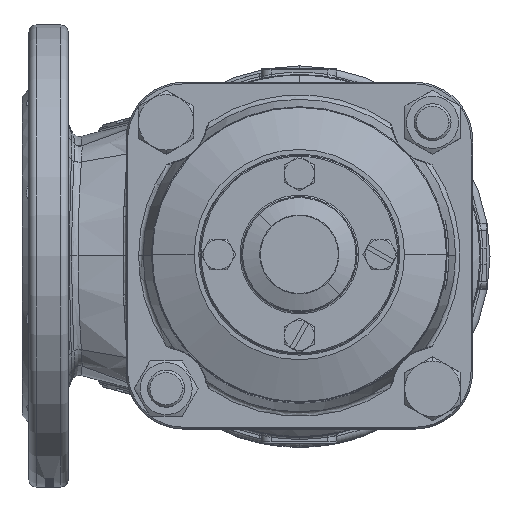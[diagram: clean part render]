
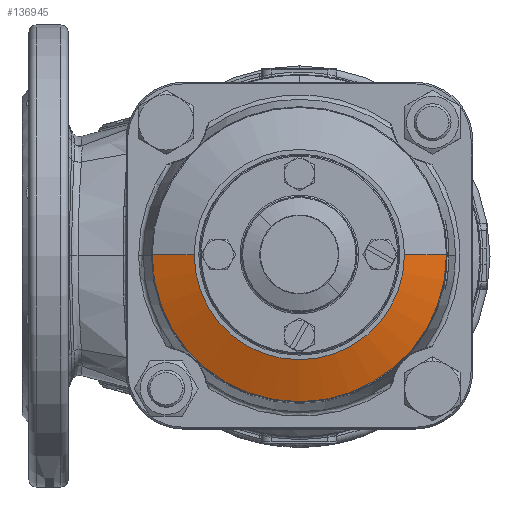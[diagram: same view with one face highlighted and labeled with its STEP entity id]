
A CAD part, top view. The second image highlights one B-rep face of the part: STEP entity #136945.
In plain terms, the highlighted conical face has half-angle 70 degrees and reference radius 45.5 mm.
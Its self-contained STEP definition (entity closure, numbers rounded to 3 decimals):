
#132026=CARTESIAN_POINT('',(-63.671,0.,346.386));
#132027=VERTEX_POINT('',#132026);
#132035=CARTESIAN_POINT('',(63.671,0.,346.386));
#132036=VERTEX_POINT('',#132035);
#132983=CARTESIAN_POINT('',(-45.5,-0.,353.));
#132984=VERTEX_POINT('',#132983);
#132985=CARTESIAN_POINT('',(45.5,0.,353.));
#132986=VERTEX_POINT('',#132985);
#132994=CARTESIAN_POINT('',(45.5,-0.,353.));
#132995=DIRECTION('',(0.94,-0.,-0.342));
#132996=VECTOR('',#132995,19.337);
#132997=LINE('',#132994,#132996);
#132998=EDGE_CURVE('NONE',#132986,#132036,#132997,.T.);
#133001=CARTESIAN_POINT('',(-45.5,-0.,353.));
#133002=DIRECTION('',(-0.94,-0.,-0.342));
#133003=VECTOR('',#133002,19.337);
#133004=LINE('',#133001,#133003);
#133005=EDGE_CURVE('NONE',#132984,#132027,#133004,.T.);
#136918=CARTESIAN_POINT('',(0.,0.,353.));
#136919=DIRECTION('',(0.,0.,-1.));
#136920=DIRECTION('',(-1.,0.,0.));
#136921=AXIS2_PLACEMENT_3D('',#136918,#136919,#136920);
#136922=CIRCLE('',#136921,45.5);
#136923=EDGE_CURVE('NONE',#132986,#132984,#136922,.T.);
#136928=CARTESIAN_POINT('',(0.,0.,353.));
#136929=DIRECTION('',(0.,0.,-1.));
#136930=DIRECTION('',(-1.,0.,0.));
#136931=AXIS2_PLACEMENT_3D('',#136928,#136929,#136930);
#136932=CONICAL_SURFACE('',#136931,45.5,70.);
#136933=ORIENTED_EDGE('',*,*,#132998,.F.);
#136934=ORIENTED_EDGE('',*,*,#136923,.T.);
#136935=ORIENTED_EDGE('',*,*,#133005,.T.);
#136936=CARTESIAN_POINT('',(0.,0.,346.386));
#136937=DIRECTION('',(-0.,-0.,1.));
#136938=DIRECTION('',(-1.,0.,0.));
#136939=AXIS2_PLACEMENT_3D('',#136936,#136937,#136938);
#136940=CIRCLE('',#136939,63.671);
#136941=EDGE_CURVE('NONE',#132027,#132036,#136940,.T.);
#136942=ORIENTED_EDGE('',*,*,#136941,.T.);
#136943=EDGE_LOOP('',(#136933,#136934,#136935,#136942));
#136944=FACE_BOUND('',#136943,.T.);
#136945=ADVANCED_FACE('NONE',(#136944),#136932,.T.);
